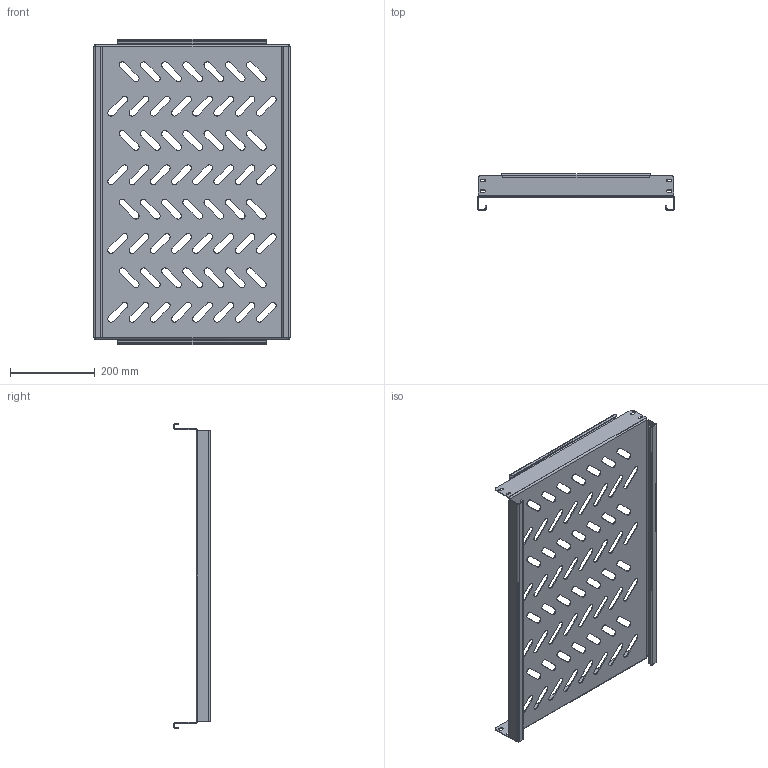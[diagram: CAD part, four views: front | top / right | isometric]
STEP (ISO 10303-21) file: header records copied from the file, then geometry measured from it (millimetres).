
FILE_DESCRIPTION (( 'STEP AP214' ), '1' );
FILE_NAME ('945.385.STEP', '2025-04-21T08:34:59', ( '' ), ( '' ), 'SwSTEP 2.0', 'SolidWorks 2021', '' );
FILE_SCHEMA (( 'AUTOMOTIVE_DESIGN' ));
Length unit declared in the file: millimetre
Products named in the file (1): 945.385
Bounding box: 464 x 86 x 720 mm (x, y, z)
Volume: 805249.1 mm3; surface area: 827848 mm2
Topology: 1 solids, 1 shells, 470 faces, 1308 edges, 840 vertices
Faces by surface type: cylinder 244, plane 214, bspline 12
Entity records: 16108 total; most frequent: CARTESIAN_POINT 3469, DIRECTION 2658, ORIENTED_EDGE 2616, EDGE_CURVE 1308, AXIS2_PLACEMENT_3D 939, VERTEX_POINT 840, LINE 780, VECTOR 780
